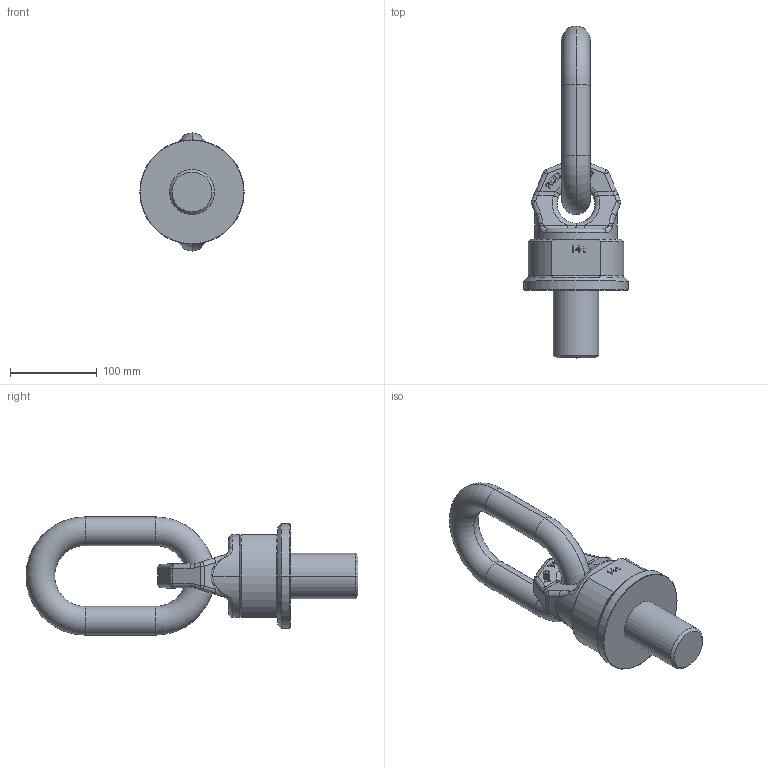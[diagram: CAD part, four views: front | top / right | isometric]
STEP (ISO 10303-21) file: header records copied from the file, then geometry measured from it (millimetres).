
FILE_DESCRIPTION((''),'2;1');
FILE_NAME('001-M33231-P-30_ASM','2019-06-27T',('anja.joas'),(''),'PRO/ENGINEER BY PARAMETRIC TECHNOLOGY CORPORATION, 2011490','PRO/ENGINEER BY PARAMETRIC TECHNOLOGY CORPORATION, 2011490','');
FILE_SCHEMA(('CONFIG_CONTROL_DESIGN'));
Length unit declared in the file: millimetre
Products named in the file (4): 001-M33231-P-10_AF0; 001-M31621-P-10; 001-M31050-P-01; 001-M33231-P-30_ASM
Assembly tree (3 placements, depth 2):
  001-M33231-P-30_ASM
    001-M33231-P-10_AF0
    001-M31621-P-10
    001-M31050-P-01
Bounding box: 120 x 382 x 136 mm (x, y, z)
Volume: 1393226.8 mm3; surface area: 138174.2 mm2
Topology: 3 solids, 3 shells, 395 faces, 1041 edges, 668 vertices
Faces by surface type: plane 276, cylinder 55, bspline 46, torus 10, cone 8
Entity records: 13673 total; most frequent: CARTESIAN_POINT 4081, ORIENTED_EDGE 2082, DIRECTION 1793, EDGE_CURVE 1041, VECTOR 801, LINE 801, VERTEX_POINT 668, AXIS2_PLACEMENT_3D 496
